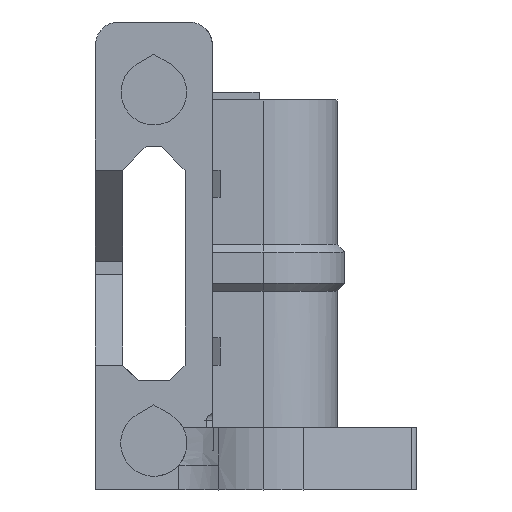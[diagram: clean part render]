
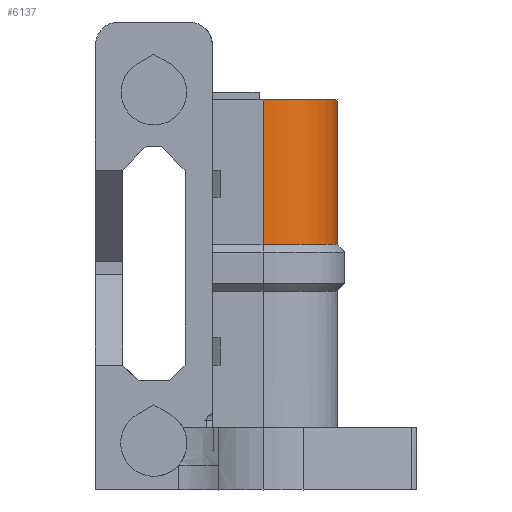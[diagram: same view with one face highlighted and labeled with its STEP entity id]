
A CAD part, left-side view. The second image highlights one B-rep face of the part: STEP entity #6137.
In plain terms, the highlighted cylindrical face has radius 9.5 mm (diameter 19 mm), a partial arc.
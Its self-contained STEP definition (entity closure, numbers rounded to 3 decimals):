
#3430=CARTESIAN_POINT('Vertex',(7.25,-23.487,21.5)) ;
#3433=CARTESIAN_POINT('Line Origine',(7.25,-23.487,12.25)) ;
#3437=CARTESIAN_POINT('Vertex',(7.25,-23.487,3.)) ;
#4073=CARTESIAN_POINT('Vertex',(-1.75,-14.,3.)) ;
#4076=CARTESIAN_POINT('Line Origine',(-1.75,-14.,12.25)) ;
#4080=CARTESIAN_POINT('Vertex',(-1.75,-14.,21.5)) ;
#4578=CARTESIAN_POINT('Axis2P3D Location',(7.75,-14.,21.5)) ;
#6121=CARTESIAN_POINT('Axis2P3D Location',(7.75,-14.,-3.5)) ;
#6126=CARTESIAN_POINT('Axis2P3D Location',(7.75,-14.,3.)) ;
#3434=DIRECTION('Vector Direction',(0.,0.,-1.)) ;
#4077=DIRECTION('Vector Direction',(0.,0.,1.)) ;
#4579=DIRECTION('Axis2P3D Direction',(0.,0.,1.)) ;
#6122=DIRECTION('Axis2P3D Direction',(0.,0.,1.)) ;
#6123=DIRECTION('Axis2P3D XDirection',(-1.,0.,0.)) ;
#6127=DIRECTION('Axis2P3D Direction',(0.,0.,1.)) ;
#4580=AXIS2_PLACEMENT_3D('Circle Axis2P3D',#4578,#4579,$) ;
#6124=AXIS2_PLACEMENT_3D('Cylinder Axis2P3D',#6121,#6122,#6123) ;
#6128=AXIS2_PLACEMENT_3D('Circle Axis2P3D',#6126,#6127,$) ;
#6132=ORIENTED_EDGE('',*,*,#4082,.F.) ;
#6133=ORIENTED_EDGE('',*,*,#6130,.T.) ;
#6134=ORIENTED_EDGE('',*,*,#3439,.F.) ;
#6135=ORIENTED_EDGE('',*,*,#4582,.F.) ;
#3435=VECTOR('Line Direction',#3434,1.) ;
#4078=VECTOR('Line Direction',#4077,1.) ;
#6137=ADVANCED_FACE('Body1',(#6136),#6125,.T.) ;
#4581=CIRCLE('generated circle',#4580,9.5) ;
#6129=CIRCLE('generated circle',#6128,9.5) ;
#6125=CYLINDRICAL_SURFACE('generated cylinder',#6124,9.5) ;
#3439=EDGE_CURVE('',#3431,#3438,#3436,.T.) ;
#4082=EDGE_CURVE('',#4074,#4081,#4079,.T.) ;
#4582=EDGE_CURVE('',#4081,#3431,#4581,.T.) ;
#6130=EDGE_CURVE('',#4074,#3438,#6129,.T.) ;
#6131=EDGE_LOOP('',(#6132,#6133,#6134,#6135)) ;
#6136=FACE_OUTER_BOUND('',#6131,.T.) ;
#3436=LINE('Line',#3433,#3435) ;
#4079=LINE('Line',#4076,#4078) ;
#3431=VERTEX_POINT('',#3430) ;
#3438=VERTEX_POINT('',#3437) ;
#4074=VERTEX_POINT('',#4073) ;
#4081=VERTEX_POINT('',#4080) ;
